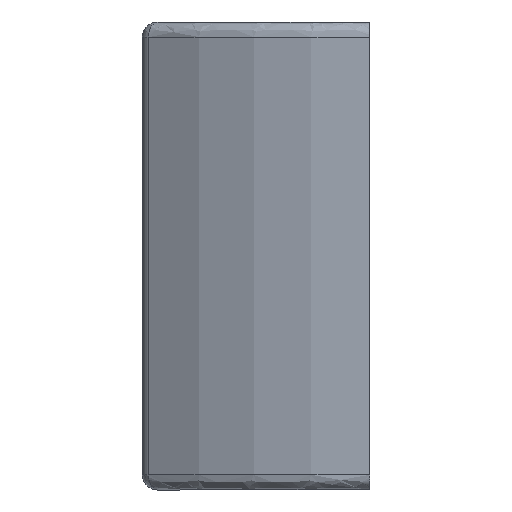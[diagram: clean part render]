
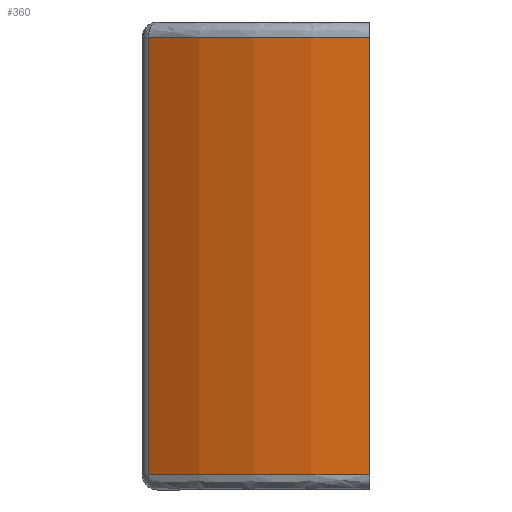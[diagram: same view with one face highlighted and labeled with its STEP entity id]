
A CAD part, left-side view. The second image highlights one B-rep face of the part: STEP entity #360.
In plain terms, the highlighted cylindrical face has radius 20 mm (diameter 40 mm), a partial arc.
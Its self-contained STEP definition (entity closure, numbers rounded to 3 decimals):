
#26 = CARTESIAN_POINT ( 'NONE',  ( 7.253, -1.021, 1.36 ) ) ;
#27 = AXIS2_PLACEMENT_3D ( 'NONE', #43, #481, #127 ) ;
#41 = CIRCLE ( 'NONE', #288, 20. ) ;
#43 = CARTESIAN_POINT ( 'NONE',  ( 7.253, -1.021, 25.26 ) ) ;
#127 = DIRECTION ( 'NONE',  ( 1., 0., 0. ) ) ;
#149 = ORIENTED_EDGE ( 'NONE', *, *, #823, .T. ) ;
#164 = EDGE_LOOP ( 'NONE', ( #691, #418, #1078, #149 ) ) ;
#190 = DIRECTION ( 'NONE',  ( 1., 0., 0. ) ) ;
#204 = EDGE_CURVE ( 'NONE', #754, #795, #560, .T. ) ;
#288 = AXIS2_PLACEMENT_3D ( 'NONE', #372, #964, #973 ) ;
#289 = CARTESIAN_POINT ( 'NONE',  ( -8.992, 10.646, 2.16 ) ) ;
#335 = CYLINDRICAL_SURFACE ( 'NONE', #628, 20. ) ;
#354 = DIRECTION ( 'NONE',  ( 0., 0., 1. ) ) ;
#360 = ADVANCED_FACE ( 'NONE', ( #378 ), #335, .T. ) ;
#372 = CARTESIAN_POINT ( 'NONE',  ( 7.253, -1.021, 2.16 ) ) ;
#374 = DIRECTION ( 'NONE',  ( 0., 0., 1. ) ) ;
#378 = FACE_OUTER_BOUND ( 'NONE', #164, .T. ) ;
#418 = ORIENTED_EDGE ( 'NONE', *, *, #890, .T. ) ;
#435 = VECTOR ( 'NONE', #354, 1000. ) ;
#438 = CARTESIAN_POINT ( 'NONE',  ( -12.747, -1.021, 25.26 ) ) ;
#460 = DIRECTION ( 'NONE',  ( 0., 0., 1. ) ) ;
#481 = DIRECTION ( 'NONE',  ( 0., 0., -1. ) ) ;
#560 = LINE ( 'NONE', #868, #435 ) ;
#617 = VECTOR ( 'NONE', #374, 1000. ) ;
#626 = CARTESIAN_POINT ( 'NONE',  ( -12.747, -1.021, 0. ) ) ;
#628 = AXIS2_PLACEMENT_3D ( 'NONE', #26, #460, #190 ) ;
#649 = CARTESIAN_POINT ( 'NONE',  ( -12.747, -1.021, 2.16 ) ) ;
#671 = VERTEX_POINT ( 'NONE', #438 ) ;
#691 = ORIENTED_EDGE ( 'NONE', *, *, #799, .T. ) ;
#717 = CARTESIAN_POINT ( 'NONE',  ( -8.992, 10.646, 25.26 ) ) ;
#754 = VERTEX_POINT ( 'NONE', #289 ) ;
#795 = VERTEX_POINT ( 'NONE', #717 ) ;
#799 = EDGE_CURVE ( 'NONE', #981, #671, #968, .T. ) ;
#823 = EDGE_CURVE ( 'NONE', #754, #981, #41, .T. ) ;
#868 = CARTESIAN_POINT ( 'NONE',  ( -8.992, 10.646, 1.36 ) ) ;
#890 = EDGE_CURVE ( 'NONE', #671, #795, #898, .T. ) ;
#898 = CIRCLE ( 'NONE', #27, 20. ) ;
#964 = DIRECTION ( 'NONE',  ( 0., 0., 1. ) ) ;
#968 = LINE ( 'NONE', #626, #617 ) ;
#973 = DIRECTION ( 'NONE',  ( 1., 0., 0. ) ) ;
#981 = VERTEX_POINT ( 'NONE', #649 ) ;
#1078 = ORIENTED_EDGE ( 'NONE', *, *, #204, .F. ) ;
